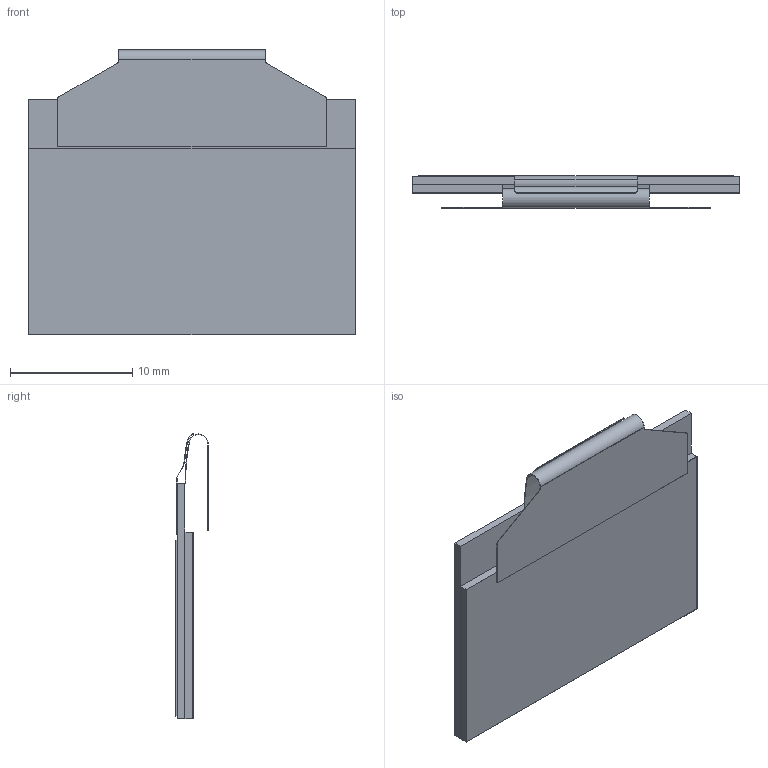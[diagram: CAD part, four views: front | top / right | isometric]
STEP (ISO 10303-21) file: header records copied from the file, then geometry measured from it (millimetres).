
FILE_DESCRIPTION(('FreeCAD Model'),'2;1');
FILE_NAME('oled_curved.step','2019-08-01T20:07:18',('Author'),(''), 'Open CASCADE STEP processor 7.3','FreeCAD','Unknown');
FILE_SCHEMA(('AUTOMOTIVE_DESIGN { 1 0 10303 214 1 1 1 1 }'));
Length unit declared in the file: millimetre
Products named in the file (4): Shell001; Shell; Solid; Cube
Bounding box: 26.7 x 2.65 x 23.33 mm (x, y, z)
Volume: 14.5 mm3; surface area: 2068.5 mm2
Topology: 2 solids, 4 shells, 65 faces, 185 edges, 126 vertices
Faces by surface type: plane 41, cylinder 24
Entity records: 4748 total; most frequent: CARTESIAN_POINT 1059, DIRECTION 671, LINE 417, VECTOR 417, ORIENTED_EDGE 338, PCURVE 338, DEFINITIONAL_REPRESENTATION 338, EDGE_CURVE 185
